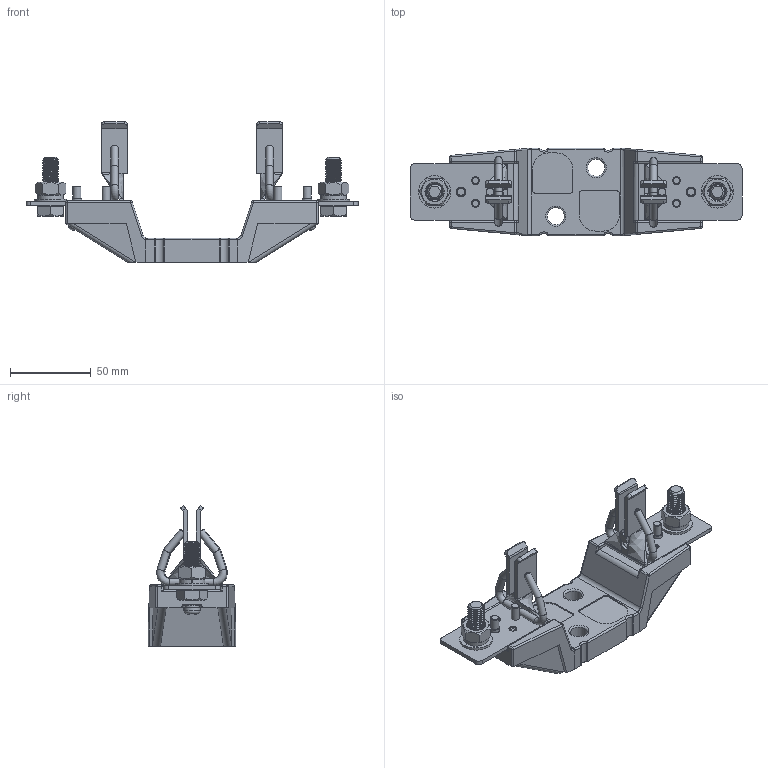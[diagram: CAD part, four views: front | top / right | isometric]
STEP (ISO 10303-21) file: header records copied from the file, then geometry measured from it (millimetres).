
FILE_DESCRIPTION(/* description */ (''),/* implementation_level */ '2;1');
FILE_NAME(/* name */ 'RT16-1B.prt.stp',/* time_stamp */ '2025-02-11T15:32:44+08:00',/* author */ (''),/* organization */ (''),/* preprocessor_version */ 'ST-DEVELOPER v16',/* originating_system */ 'SIEMENS PLM Software NX 10.0',/* authorisation */ '');
FILE_SCHEMA (('CONFIG_CONTROL_DESIGN'));
Length unit declared in the file: millimetre
Products named in the file (1): RT16-1B
Bounding box: 205.3 x 54.3 x 87 mm (x, y, z)
Volume: 137046.2 mm3; surface area: 64692.3 mm2
Topology: 28 solids, 28 shells, 687 faces, 1658 edges, 1034 vertices
Faces by surface type: plane 325, cylinder 204, bspline 70, torus 40, cone 24, sphere 24
Full cylindrical faces by diameter (mm): 4 x4, 4.2 x4, 4.5 x12, 4.975 x8, 5 x4, 5.4 x4, 6 x2, 7 x4, 10 x4, 10.5 x4, 11 x6, 12 x2, 15 x2, 20 x2
Entity records: 39237 total; most frequent: CARTESIAN_POINT 24271, ORIENTED_EDGE 2988, DIRECTION 2951, EDGE_CURVE 1494, AXIS2_PLACEMENT_3D 1106, VERTEX_POINT 994, EDGE_LOOP 862, LINE 739
